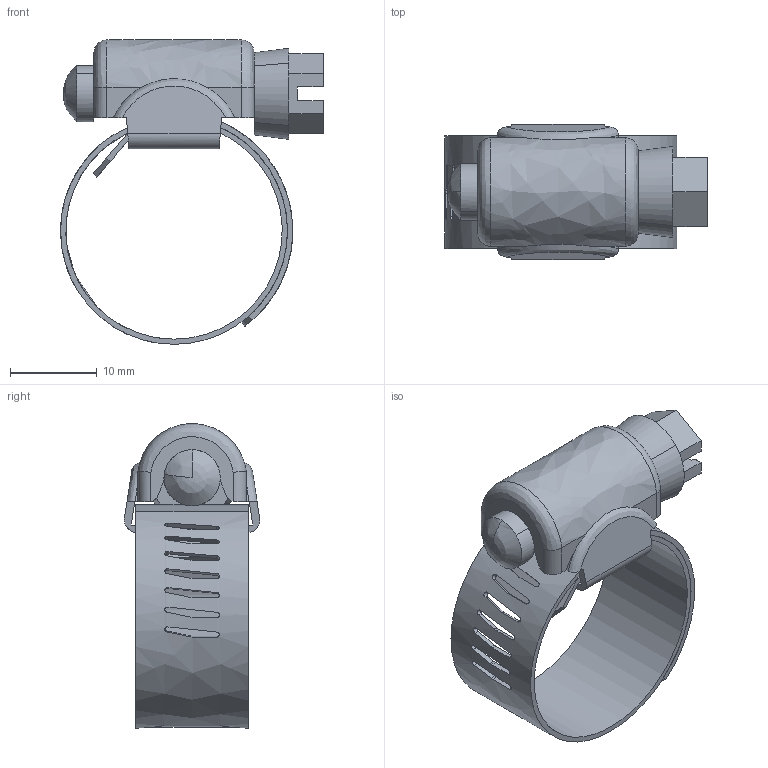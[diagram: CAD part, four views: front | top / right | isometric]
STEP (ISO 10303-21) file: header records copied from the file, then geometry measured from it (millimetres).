
FILE_DESCRIPTION((''),'2;1');
FILE_NAME('','2006-01-19T09:47:14',(''),(''),'','CADfix','');
FILE_SCHEMA(('AUTOMOTIVE_DESIGN'));
Length unit declared in the file: millimetre
Products named in the file (4): band; screw; holder; TM_144SS_25_19740_36
Assembly tree (3 placements, depth 2):
  TM_144SS_25_19740_36
    band
    screw
    holder
Bounding box: 30.35 x 15.63 x 35.18 mm (x, y, z)
Volume: 3088.7 mm3; surface area: 5532.4 mm2
Topology: 3 solids, 3 shells, 206 faces, 686 edges, 487 vertices
Faces by surface type: bspline 206
Entity records: 9490 total; most frequent: CARTESIAN_POINT 5380, ORIENTED_EDGE 1368, EDGE_CURVE 684, VERTEX_POINT 487, QUASI_UNIFORM_CURVE 355, B_SPLINE_CURVE_WITH_KNOTS 302, EDGE_LOOP 245, FACE_OUTER_BOUND 206
